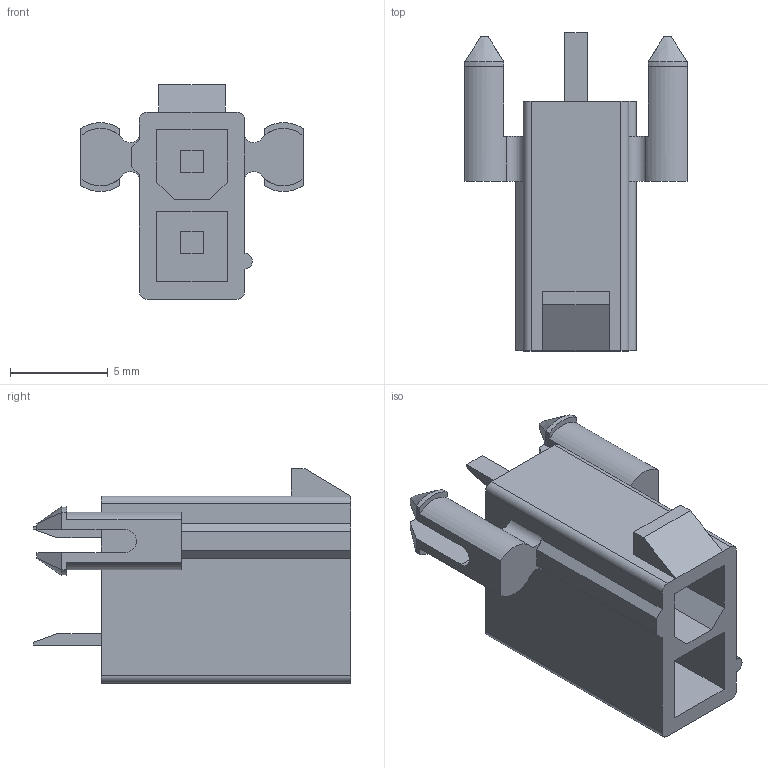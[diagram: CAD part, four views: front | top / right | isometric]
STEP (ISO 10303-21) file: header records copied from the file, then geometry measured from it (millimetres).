
FILE_DESCRIPTION(/* description */ (''),/* implementation_level */ '2;1');
FILE_NAME(/* name */ '1724470002wbm000_01_214.stp',/* time_stamp */ '2021-12-27T13:59:01+05:00',/* author */ (''),/* organization */ (''),/* preprocessor_version */ 'ST-DEVELOPER v16.7',/* originating_system */ 'SIEMENS PLM Software NX 1919',/* authorisation */ '');
FILE_SCHEMA (('AUTOMOTIVE_DESIGN { 1 0 10303 214 3 1 1 1 }'));
Length unit declared in the file: millimetre
Products named in the file (1): 1724470002wbm000_01
Bounding box: 11.4 x 16.3 x 11 mm (x, y, z)
Volume: 531 mm3; surface area: 981.4 mm2
Topology: 1 solids, 1 shells, 102 faces, 267 edges, 174 vertices
Faces by surface type: plane 79, cylinder 19, cone 4
Entity records: 3171 total; most frequent: CARTESIAN_POINT 612, ORIENTED_EDGE 534, DIRECTION 509, EDGE_CURVE 267, LINE 207, VECTOR 207, VERTEX_POINT 174, AXIS2_PLACEMENT_3D 151
